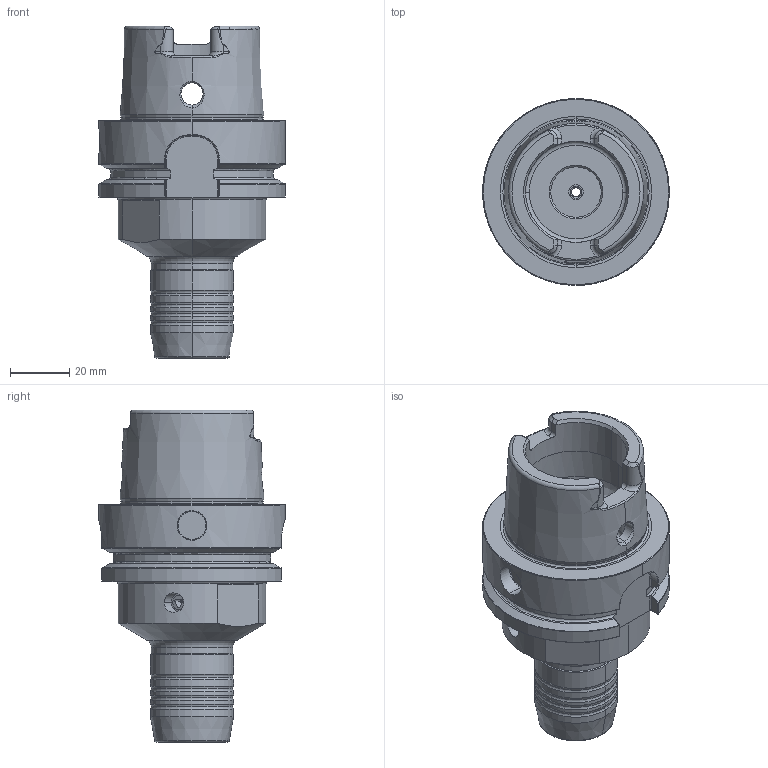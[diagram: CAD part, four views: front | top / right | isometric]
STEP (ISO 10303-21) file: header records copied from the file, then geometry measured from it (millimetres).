
FILE_DESCRIPTION (( 'STEP AP214' ), '1' );
FILE_NAME ('77.A63.008 x=80_step.STEP', '2020-02-06T08:50:51', ( '' ), ( '' ), 'SwSTEP 2.0', 'SolidWorks 2018', '' );
FILE_SCHEMA (( 'AUTOMOTIVE_DESIGN' ));
Length unit declared in the file: millimetre
Products named in the file (1): 77.A63.008 x=80_step
Bounding box: 62.94 x 62.94 x 111.9 mm (x, y, z)
Volume: 133137.5 mm3; surface area: 38195.8 mm2
Topology: 11 solids, 11 shells, 550 faces, 1284 edges, 757 vertices
Faces by surface type: cylinder 167, plane 123, cone 115, torus 103, bspline 38, sphere 4
Entity records: 26701 total; most frequent: CARTESIAN_POINT 8276, DIRECTION 2647, ORIENTED_EDGE 2516, EDGE_CURVE 1258, AXIS2_PLACEMENT_3D 1114, VERTEX_POINT 751, CIRCLE 601, EDGE_LOOP 591
